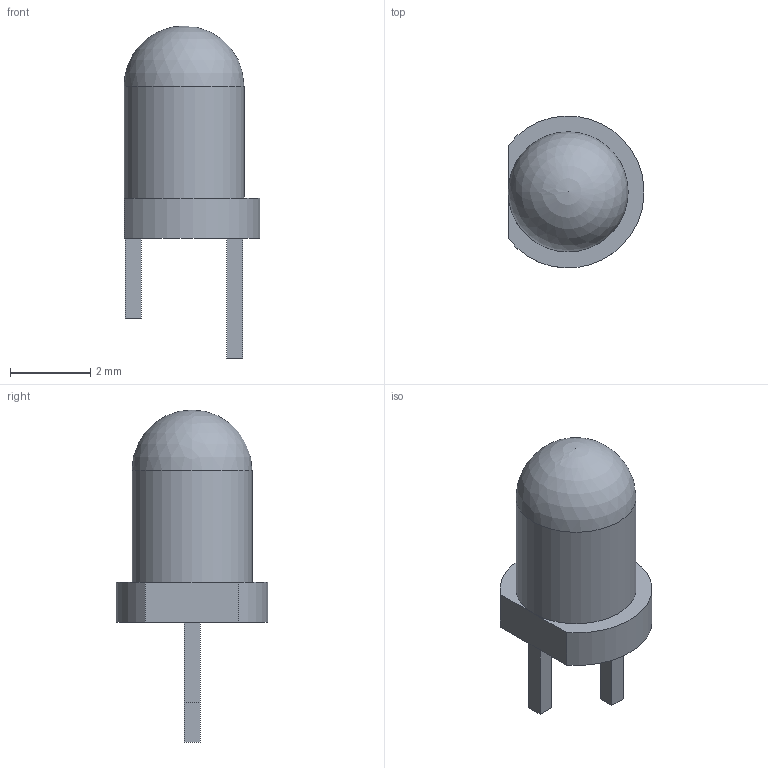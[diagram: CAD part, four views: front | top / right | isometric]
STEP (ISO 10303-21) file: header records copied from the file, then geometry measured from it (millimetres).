
FILE_DESCRIPTION(/* description */ (''),/* implementation_level */ '2;1');
FILE_NAME(/* name */ 'LED_D3.0mm_RED.step',/* time_stamp */ '2023-04-10T11:44:11-08:00',/* author */ (''),/* organization */ (''),/* preprocessor_version */ 'ST-DEVELOPER v19.2',/* originating_system */ 'Autodesk Translation Framework v12.4.0.73',/* authorisation */ '');
FILE_SCHEMA (('AUTOMOTIVE_DESIGN { 1 0 10303 214 3 1 1 }','MODEL_BASED_INTEGRATED_MANUFACTURING_SCHEMA'));
Length unit declared in the file: millimetre
Products named in the file (1): LED_D3.0mm_RED
Bounding box: 3.39 x 3.79 x 8.3 mm (x, y, z)
Volume: 38.4 mm3; surface area: 74.6 mm2
Topology: 1 solids, 1 shells, 16 faces, 38 edges, 24 vertices
Faces by surface type: plane 13, cylinder 2, sphere 1
Full cylindrical faces by diameter (mm): 3 x1
Entity records: 499 total; most frequent: CARTESIAN_POINT 75, DIRECTION 74, ORIENTED_EDGE 70, EDGE_CURVE 35, LINE 30, VECTOR 30, VERTEX_POINT 23, AXIS2_PLACEMENT_3D 22
